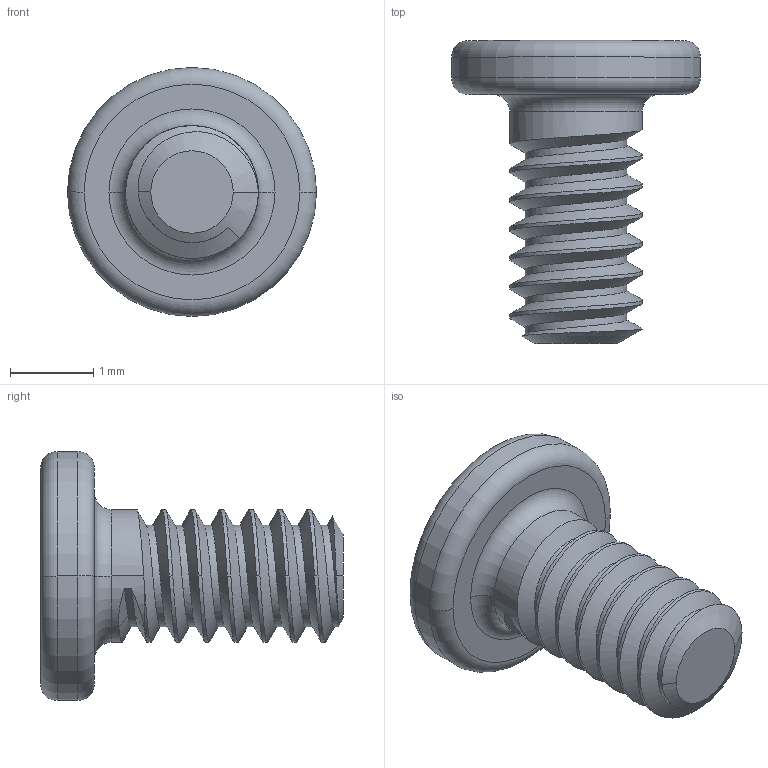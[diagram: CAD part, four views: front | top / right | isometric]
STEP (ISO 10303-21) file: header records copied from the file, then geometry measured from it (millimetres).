
FILE_DESCRIPTION (( 'STEP AP214' ), '1' );
FILE_NAME ('Bolt_M1.6x3_Wafer_Head_TX.step', '2024-08-18T06:10:52+00:00', 'Stefan Hamminga', '', '', '', '');
FILE_SCHEMA (( 'AUTOMOTIVE_DESIGN' ));
Length unit declared in the file: millimetre
Products named in the file (1): Bolt_M1.6x3_Wafer_Head_TX
Bounding box: 3 x 3.65 x 3 mm (x, y, z)
Volume: 8.6 mm3; surface area: 39.7 mm2
Topology: 1 solids, 1 shells, 58 faces, 149 edges, 93 vertices
Faces by surface type: cylinder 33, cone 10, torus 6, plane 6, bspline 3
Entity records: 3692 total; most frequent: CARTESIAN_POINT 2441, ORIENTED_EDGE 294, DIRECTION 206, EDGE_CURVE 147, VERTEX_POINT 93, AXIS2_PLACEMENT_3D 84, B_SPLINE_CURVE_WITH_KNOTS 63, EDGE_LOOP 60
